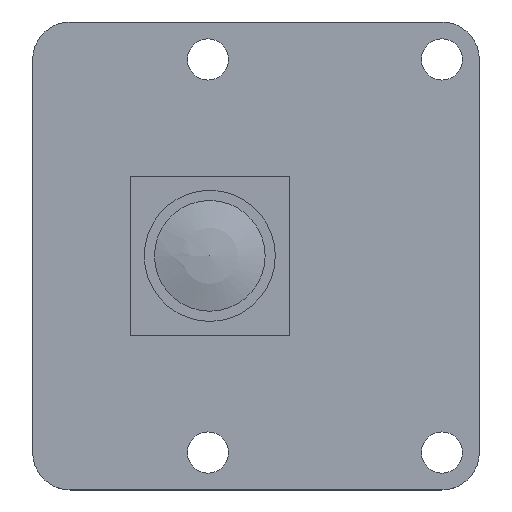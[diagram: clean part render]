
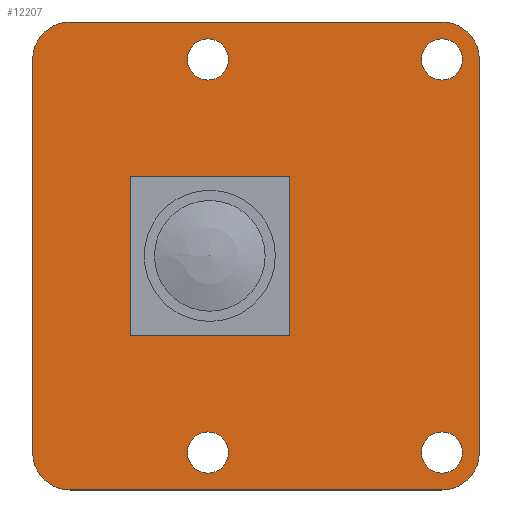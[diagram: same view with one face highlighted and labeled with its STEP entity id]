
A CAD part, top view. The second image highlights one B-rep face of the part: STEP entity #12207.
In plain terms, the highlighted planar face has unit normal (0, 0, 1).
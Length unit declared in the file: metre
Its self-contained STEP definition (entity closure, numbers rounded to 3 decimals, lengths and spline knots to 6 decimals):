
#38=CIRCLE('',#12821,0.002);
#39=CIRCLE('',#12824,0.002);
#40=CIRCLE('',#12827,0.002);
#41=CIRCLE('',#12830,0.0011);
#42=CIRCLE('',#12832,0.0011);
#43=CIRCLE('',#12834,0.0011);
#44=CIRCLE('',#12836,0.0011);
#45=CIRCLE('',#12838,0.002);
#199=ORIENTED_EDGE('',*,*,#3805,.F.);
#200=ORIENTED_EDGE('',*,*,#3806,.T.);
#201=ORIENTED_EDGE('',*,*,#3807,.T.);
#202=ORIENTED_EDGE('',*,*,#3808,.F.);
#203=ORIENTED_EDGE('',*,*,#3803,.F.);
#204=ORIENTED_EDGE('',*,*,#3802,.F.);
#205=ORIENTED_EDGE('',*,*,#3801,.T.);
#206=ORIENTED_EDGE('',*,*,#3800,.T.);
#207=ORIENTED_EDGE('',*,*,#3786,.T.);
#208=ORIENTED_EDGE('',*,*,#3804,.F.);
#209=ORIENTED_EDGE('',*,*,#3798,.F.);
#210=ORIENTED_EDGE('',*,*,#3796,.F.);
#211=ORIENTED_EDGE('',*,*,#3794,.F.);
#212=ORIENTED_EDGE('',*,*,#3792,.F.);
#213=ORIENTED_EDGE('',*,*,#3790,.T.);
#214=ORIENTED_EDGE('',*,*,#3788,.F.);
#3786=EDGE_CURVE('',#5598,#5597,#6797,.T.);
#3788=EDGE_CURVE('',#5598,#5599,#38,.T.);
#3790=EDGE_CURVE('',#5600,#5599,#6800,.T.);
#3792=EDGE_CURVE('',#5600,#5601,#39,.T.);
#3794=EDGE_CURVE('',#5601,#5602,#6803,.T.);
#3796=EDGE_CURVE('',#5602,#5603,#40,.T.);
#3798=EDGE_CURVE('',#5603,#5604,#6806,.T.);
#3800=EDGE_CURVE('',#5605,#5605,#41,.T.);
#3801=EDGE_CURVE('',#5606,#5606,#42,.T.);
#3802=EDGE_CURVE('',#5607,#5607,#43,.T.);
#3803=EDGE_CURVE('',#5608,#5608,#44,.T.);
#3804=EDGE_CURVE('',#5604,#5597,#45,.T.);
#3805=EDGE_CURVE('',#5609,#5610,#6808,.T.);
#3806=EDGE_CURVE('',#5609,#5611,#6809,.T.);
#3807=EDGE_CURVE('',#5611,#5612,#6810,.T.);
#3808=EDGE_CURVE('',#5610,#5612,#6811,.T.);
#5597=VERTEX_POINT('',#16683);
#5598=VERTEX_POINT('',#16685);
#5599=VERTEX_POINT('',#16689);
#5600=VERTEX_POINT('',#16693);
#5601=VERTEX_POINT('',#16697);
#5602=VERTEX_POINT('',#16701);
#5603=VERTEX_POINT('',#16705);
#5604=VERTEX_POINT('',#16709);
#5605=VERTEX_POINT('',#16713);
#5606=VERTEX_POINT('',#16716);
#5607=VERTEX_POINT('',#16719);
#5608=VERTEX_POINT('',#16722);
#5609=VERTEX_POINT('',#16727);
#5610=VERTEX_POINT('',#16728);
#5611=VERTEX_POINT('',#16730);
#5612=VERTEX_POINT('',#16732);
#6797=LINE('',#16684,#8584);
#6800=LINE('',#16692,#8587);
#6803=LINE('',#16700,#8590);
#6806=LINE('',#16708,#8593);
#6808=LINE('',#16726,#8595);
#6809=LINE('',#16729,#8596);
#6810=LINE('',#16731,#8597);
#6811=LINE('',#16733,#8598);
#8584=VECTOR('',#13556,1.);
#8587=VECTOR('',#13565,1.);
#8590=VECTOR('',#13574,1.);
#8593=VECTOR('',#13583,1.);
#8595=VECTOR('',#13607,1.);
#8596=VECTOR('',#13608,1.);
#8597=VECTOR('',#13609,1.);
#8598=VECTOR('',#13610,1.);
#10317=EDGE_LOOP('',(#199,#200,#201,#202));
#10318=EDGE_LOOP('',(#203));
#10319=EDGE_LOOP('',(#204));
#10320=EDGE_LOOP('',(#205));
#10321=EDGE_LOOP('',(#206));
#10322=EDGE_LOOP('',(#207,#208,#209,#210,#211,#212,#213,#214));
#10982=FACE_BOUND('',#10317,.T.);
#10983=FACE_BOUND('',#10318,.T.);
#10984=FACE_BOUND('',#10319,.T.);
#10985=FACE_BOUND('',#10320,.T.);
#10986=FACE_BOUND('',#10321,.T.);
#10987=FACE_BOUND('',#10322,.T.);
#11614=PLANE('',#12839);
#12207=ADVANCED_FACE('',(#10982,#10983,#10984,#10985,#10986,#10987),#11614,
 .F.);
#12821=AXIS2_PLACEMENT_3D('',#16688,#13560,#13561);
#12824=AXIS2_PLACEMENT_3D('',#16696,#13569,#13570);
#12827=AXIS2_PLACEMENT_3D('',#16704,#13578,#13579);
#12830=AXIS2_PLACEMENT_3D('',#16712,#13587,#13588);
#12832=AXIS2_PLACEMENT_3D('',#16715,#13591,#13592);
#12834=AXIS2_PLACEMENT_3D('',#16718,#13595,#13596);
#12836=AXIS2_PLACEMENT_3D('',#16721,#13599,#13600);
#12838=AXIS2_PLACEMENT_3D('',#16724,#13603,#13604);
#12839=AXIS2_PLACEMENT_3D('',#16725,#13605,#13606);
#13556=DIRECTION('',(0.,-1.,0.));
#13560=DIRECTION('',(0.,0.,-1.));
#13561=DIRECTION('',(-1.,0.,0.));
#13565=DIRECTION('',(-1.,0.,0.));
#13569=DIRECTION('',(0.,0.,-1.));
#13570=DIRECTION('',(-1.,0.,0.));
#13574=DIRECTION('',(0.,-1.,0.));
#13578=DIRECTION('',(0.,0.,-1.));
#13579=DIRECTION('',(-1.,0.,0.));
#13583=DIRECTION('',(-1.,0.,0.));
#13587=DIRECTION('',(0.,0.,-1.));
#13588=DIRECTION('',(-1.,0.,0.));
#13591=DIRECTION('',(0.,0.,-1.));
#13592=DIRECTION('',(-1.,0.,0.));
#13595=DIRECTION('',(0.,0.,1.));
#13596=DIRECTION('',(-1.,0.,0.));
#13599=DIRECTION('',(0.,0.,1.));
#13600=DIRECTION('',(-1.,0.,0.));
#13603=DIRECTION('',(0.,0.,-1.));
#13604=DIRECTION('',(-1.,0.,0.));
#13605=DIRECTION('',(0.,0.,-1.));
#13606=DIRECTION('',(-1.,0.,0.));
#13607=DIRECTION('',(0.,-1.,0.));
#13608=DIRECTION('',(1.,0.,0.));
#13609=DIRECTION('',(0.,-1.,0.));
#13610=DIRECTION('',(1.,0.,0.));
#16683=CARTESIAN_POINT('',(-0.073212,-0.036887,0.030665));
#16684=CARTESIAN_POINT('',(-0.073212,-0.026387,0.030665));
#16685=CARTESIAN_POINT('',(-0.073212,-0.015887,0.030665));
#16688=CARTESIAN_POINT('',(-0.071212,-0.015887,0.030665));
#16689=CARTESIAN_POINT('',(-0.071212,-0.013887,0.030665));
#16692=CARTESIAN_POINT('',(-0.061281,-0.013887,0.030665));
#16693=CARTESIAN_POINT('',(-0.05135,-0.013887,0.030665));
#16696=CARTESIAN_POINT('',(-0.05135,-0.015887,0.030665));
#16697=CARTESIAN_POINT('',(-0.04935,-0.015887,0.030665));
#16700=CARTESIAN_POINT('',(-0.04935,-0.026387,0.030665));
#16701=CARTESIAN_POINT('',(-0.04935,-0.036887,0.030665));
#16704=CARTESIAN_POINT('',(-0.05135,-0.036887,0.030665));
#16705=CARTESIAN_POINT('',(-0.05135,-0.038887,0.030665));
#16708=CARTESIAN_POINT('',(-0.061281,-0.038887,0.030665));
#16709=CARTESIAN_POINT('',(-0.071212,-0.038887,0.030665));
#16712=CARTESIAN_POINT('',(-0.05135,-0.015887,0.030665));
#16713=CARTESIAN_POINT('',(-0.05245,-0.015887,0.030665));
#16715=CARTESIAN_POINT('',(-0.06385,-0.015887,0.030665));
#16716=CARTESIAN_POINT('',(-0.06495,-0.015887,0.030665));
#16718=CARTESIAN_POINT('',(-0.05135,-0.036887,0.030665));
#16719=CARTESIAN_POINT('',(-0.05245,-0.036887,0.030665));
#16721=CARTESIAN_POINT('',(-0.06385,-0.036887,0.030665));
#16722=CARTESIAN_POINT('',(-0.06495,-0.036887,0.030665));
#16724=CARTESIAN_POINT('',(-0.071212,-0.036887,0.030665));
#16725=CARTESIAN_POINT('',(-0.061281,-0.026387,0.030665));
#16726=CARTESIAN_POINT('',(-0.068,-0.026387,0.030665));
#16727=CARTESIAN_POINT('',(-0.068,-0.022137,0.030665));
#16728=CARTESIAN_POINT('',(-0.068,-0.030637,0.030665));
#16729=CARTESIAN_POINT('',(-0.06375,-0.022137,0.030665));
#16730=CARTESIAN_POINT('',(-0.0595,-0.022137,0.030665));
#16731=CARTESIAN_POINT('',(-0.0595,-0.026387,0.030665));
#16732=CARTESIAN_POINT('',(-0.0595,-0.030637,0.030665));
#16733=CARTESIAN_POINT('',(-0.06375,-0.030637,0.030665));
